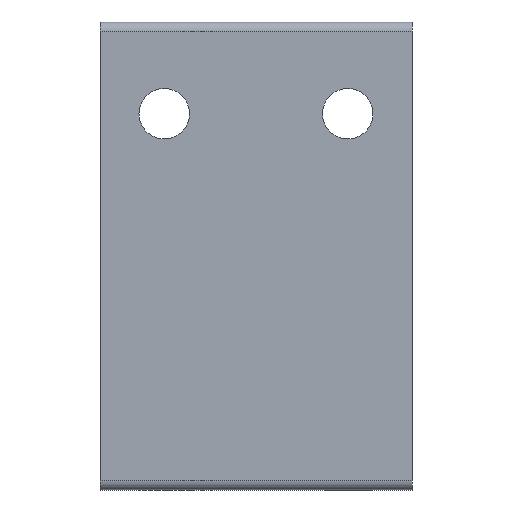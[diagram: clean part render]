
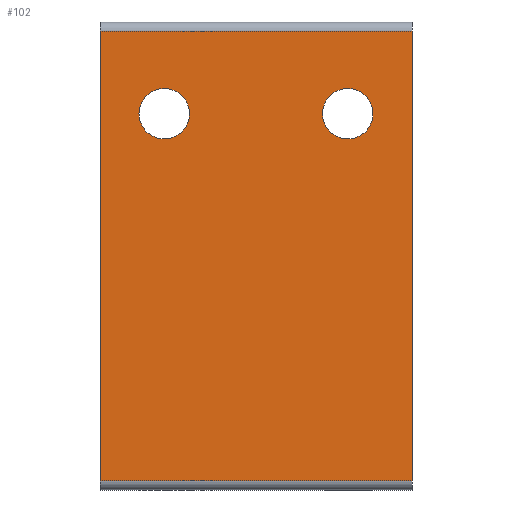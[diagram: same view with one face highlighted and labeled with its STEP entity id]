
A CAD part, front view. The second image highlights one B-rep face of the part: STEP entity #102.
In plain terms, the highlighted planar face has unit normal (0, -1, 0).
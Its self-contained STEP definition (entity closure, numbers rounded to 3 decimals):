
#102 = ADVANCED_FACE( '', ( #171, #172, #173 ), #174, .T. );
#171 = FACE_BOUND( '', #263, .T. );
#172 = FACE_BOUND( '', #264, .T. );
#173 = FACE_OUTER_BOUND( '', #265, .T. );
#174 = PLANE( '', #266 );
#263 = EDGE_LOOP( '', ( #490, #491 ) );
#264 = EDGE_LOOP( '', ( #492, #493 ) );
#265 = EDGE_LOOP( '', ( #494, #495, #496, #497 ) );
#266 = AXIS2_PLACEMENT_3D( '', #498, #499, #500 );
#490 = ORIENTED_EDGE( '', *, *, #669, .T. );
#491 = ORIENTED_EDGE( '', *, *, #682, .T. );
#492 = ORIENTED_EDGE( '', *, *, #665, .T. );
#493 = ORIENTED_EDGE( '', *, *, #684, .T. );
#494 = ORIENTED_EDGE( '', *, *, #739, .T. );
#495 = ORIENTED_EDGE( '', *, *, #740, .F. );
#496 = ORIENTED_EDGE( '', *, *, #741, .F. );
#497 = ORIENTED_EDGE( '', *, *, #742, .T. );
#498 = CARTESIAN_POINT( '', ( 17., 0., 50. ) );
#499 = DIRECTION( '', ( 0., -1., 0. ) );
#500 = DIRECTION( '', ( 0., 0., 1. ) );
#665 = EDGE_CURVE( '', #784, #788, #790, .T. );
#669 = EDGE_CURVE( '', #792, #796, #798, .T. );
#682 = EDGE_CURVE( '', #796, #792, #819, .T. );
#684 = EDGE_CURVE( '', #788, #784, #821, .T. );
#739 = EDGE_CURVE( '', #910, #911, #912, .T. );
#740 = EDGE_CURVE( '', #913, #911, #914, .T. );
#741 = EDGE_CURVE( '', #915, #913, #916, .T. );
#742 = EDGE_CURVE( '', #915, #910, #917, .T. );
#784 = VERTEX_POINT( '', #981 );
#788 = VERTEX_POINT( '', #986 );
#790 = CIRCLE( '', #989, 2.75 );
#792 = VERTEX_POINT( '', #991 );
#796 = VERTEX_POINT( '', #996 );
#798 = CIRCLE( '', #999, 2.75 );
#819 = CIRCLE( '', #1024, 2.75 );
#821 = CIRCLE( '', #1026, 2.75 );
#910 = VERTEX_POINT( '', #1146 );
#911 = VERTEX_POINT( '', #1147 );
#912 = LINE( '', #1148, #1149 );
#913 = VERTEX_POINT( '', #1150 );
#914 = LINE( '', #1151, #1152 );
#915 = VERTEX_POINT( '', #1153 );
#916 = LINE( '', #1154, #1155 );
#917 = LINE( '', #1156, #1157 );
#981 = CARTESIAN_POINT( '', ( -7.25, 0., 41. ) );
#986 = CARTESIAN_POINT( '', ( -12.75, 0., 41. ) );
#989 = AXIS2_PLACEMENT_3D( '', #1245, #1246, #1247 );
#991 = CARTESIAN_POINT( '', ( 12.75, 0., 41. ) );
#996 = CARTESIAN_POINT( '', ( 7.25, 0., 41. ) );
#999 = AXIS2_PLACEMENT_3D( '', #1253, #1254, #1255 );
#1024 = AXIS2_PLACEMENT_3D( '', #1284, #1285, #1286 );
#1026 = AXIS2_PLACEMENT_3D( '', #1290, #1291, #1292 );
#1146 = CARTESIAN_POINT( '', ( -17., 0., 50. ) );
#1147 = CARTESIAN_POINT( '', ( -17., 0., 1. ) );
#1148 = CARTESIAN_POINT( '', ( -17., 0., 50. ) );
#1149 = VECTOR( '', #1393, 1. );
#1150 = CARTESIAN_POINT( '', ( 17., 0., 1. ) );
#1151 = CARTESIAN_POINT( '', ( 17., 0., 1. ) );
#1152 = VECTOR( '', #1394, 1. );
#1153 = CARTESIAN_POINT( '', ( 17., 0., 50. ) );
#1154 = CARTESIAN_POINT( '', ( 17., 0., 50. ) );
#1155 = VECTOR( '', #1395, 1. );
#1156 = CARTESIAN_POINT( '', ( 17., 0., 50. ) );
#1157 = VECTOR( '', #1396, 1. );
#1245 = CARTESIAN_POINT( '', ( -10., 0., 41. ) );
#1246 = DIRECTION( '', ( 0., 1., 0. ) );
#1247 = DIRECTION( '', ( 1., 0., 0. ) );
#1253 = CARTESIAN_POINT( '', ( 10., 0., 41. ) );
#1254 = DIRECTION( '', ( 0., 1., 0. ) );
#1255 = DIRECTION( '', ( 1., 0., 0. ) );
#1284 = CARTESIAN_POINT( '', ( 10., 0., 41. ) );
#1285 = DIRECTION( '', ( 0., 1., 0. ) );
#1286 = DIRECTION( '', ( 1., 0., 0. ) );
#1290 = CARTESIAN_POINT( '', ( -10., 0., 41. ) );
#1291 = DIRECTION( '', ( 0., 1., 0. ) );
#1292 = DIRECTION( '', ( 1., 0., 0. ) );
#1393 = DIRECTION( '', ( 0., 0., -1. ) );
#1394 = DIRECTION( '', ( -1., 0., 0. ) );
#1395 = DIRECTION( '', ( 0., 0., -1. ) );
#1396 = DIRECTION( '', ( -1., 0., 0. ) );
